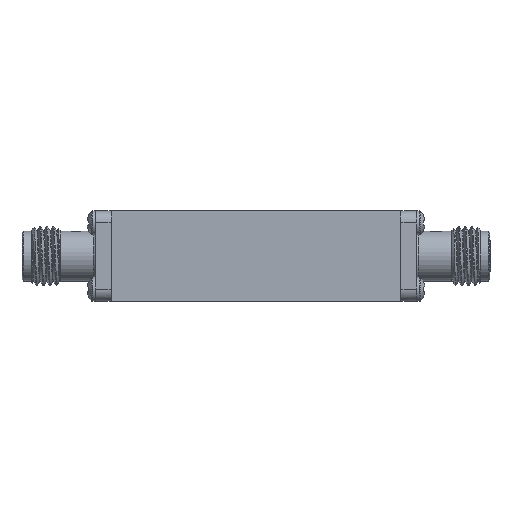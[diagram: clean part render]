
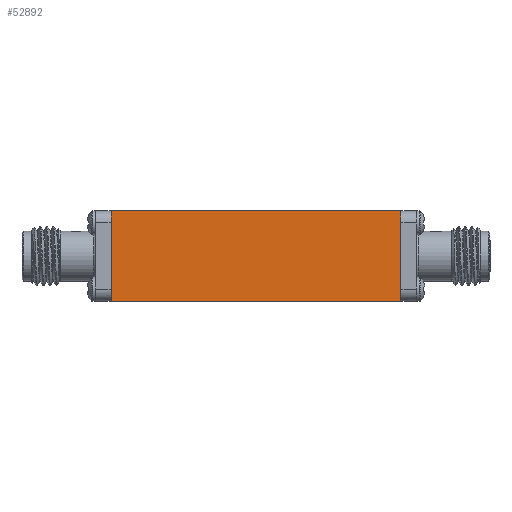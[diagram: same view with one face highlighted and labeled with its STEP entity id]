
A CAD part, front view. The second image highlights one B-rep face of the part: STEP entity #52892.
In plain terms, the highlighted planar face has unit normal (0, -1, 0).
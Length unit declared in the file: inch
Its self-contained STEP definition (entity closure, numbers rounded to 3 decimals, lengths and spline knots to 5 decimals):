
#1364 = CARTESIAN_POINT ( 'NONE',  ( -0.61, -0.3, 0.19 ) ) ;
#1841 = ORIENTED_EDGE ( 'NONE', *, *, #53594, .F. ) ;
#3169 = VECTOR ( 'NONE', #32621, 39.37008 ) ;
#6043 = VECTOR ( 'NONE', #53789, 39.37008 ) ;
#6045 = LINE ( 'NONE', #11497, #55375 ) ;
#6222 = EDGE_CURVE ( 'NONE', #20033, #30121, #6045, .T. ) ;
#6651 = DIRECTION ( 'NONE',  ( 0., 1., 0. ) ) ;
#6804 = LINE ( 'NONE', #1364, #3169 ) ;
#8601 = VERTEX_POINT ( 'NONE', #32804 ) ;
#9754 = VERTEX_POINT ( 'NONE', #14466 ) ;
#10351 = DIRECTION ( 'NONE',  ( 1., 0., 0. ) ) ;
#11497 = CARTESIAN_POINT ( 'NONE',  ( -0.61, -0.3, -0.19 ) ) ;
#12347 = CARTESIAN_POINT ( 'NONE',  ( -0.61, -0.3, -0.19 ) ) ;
#14466 = CARTESIAN_POINT ( 'NONE',  ( 0.61, -0.3, 0.19 ) ) ;
#16633 = DIRECTION ( 'NONE',  ( 0., 0., -1. ) ) ;
#18751 = LINE ( 'NONE', #36531, #6043 ) ;
#19553 = FACE_OUTER_BOUND ( 'NONE', #23084, .T. ) ;
#20033 = VERTEX_POINT ( 'NONE', #12347 ) ;
#23084 = EDGE_LOOP ( 'NONE', ( #33717, #35532, #1841, #42286 ) ) ;
#24618 = EDGE_CURVE ( 'NONE', #8601, #20033, #18751, .T. ) ;
#30121 = VERTEX_POINT ( 'NONE', #49854 ) ;
#30371 = CARTESIAN_POINT ( 'NONE',  ( 0.61, -0.3, 0.19 ) ) ;
#32621 = DIRECTION ( 'NONE',  ( 1., 0., 0. ) ) ;
#32804 = CARTESIAN_POINT ( 'NONE',  ( -0.61, -0.3, 0.19 ) ) ;
#33317 = DIRECTION ( 'NONE',  ( 1., 0., 0. ) ) ;
#33717 = ORIENTED_EDGE ( 'NONE', *, *, #6222, .T. ) ;
#35532 = ORIENTED_EDGE ( 'NONE', *, *, #39579, .F. ) ;
#36531 = CARTESIAN_POINT ( 'NONE',  ( -0.61, -0.3, 0.19 ) ) ;
#37054 = PLANE ( 'NONE',  #55386 ) ;
#39579 = EDGE_CURVE ( 'NONE', #9754, #30121, #55951, .T. ) ;
#42286 = ORIENTED_EDGE ( 'NONE', *, *, #24618, .T. ) ;
#48691 = VECTOR ( 'NONE', #16633, 39.37008 ) ;
#49854 = CARTESIAN_POINT ( 'NONE',  ( 0.61, -0.3, -0.19 ) ) ;
#52892 = ADVANCED_FACE ( 'NONE', ( #19553 ), #37054, .F. ) ;
#53594 = EDGE_CURVE ( 'NONE', #8601, #9754, #6804, .T. ) ;
#53789 = DIRECTION ( 'NONE',  ( 0., 0., -1. ) ) ;
#54591 = CARTESIAN_POINT ( 'NONE',  ( -0.61, -0.3, 0.19 ) ) ;
#55375 = VECTOR ( 'NONE', #10351, 39.37008 ) ;
#55386 = AXIS2_PLACEMENT_3D ( 'NONE', #54591, #6651, #33317 ) ;
#55951 = LINE ( 'NONE', #30371, #48691 ) ;
